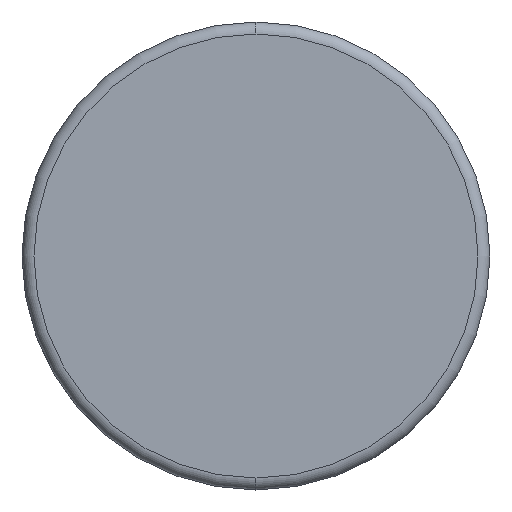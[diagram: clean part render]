
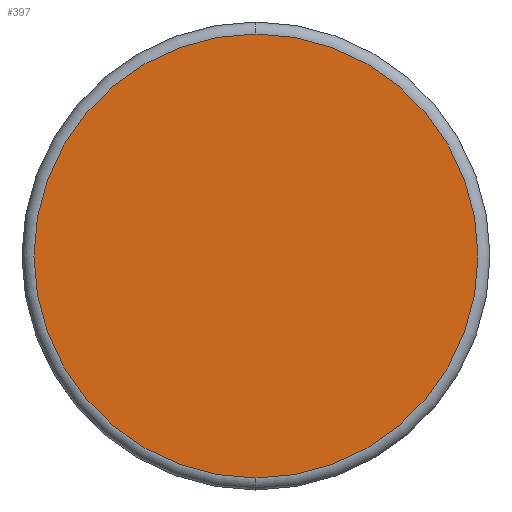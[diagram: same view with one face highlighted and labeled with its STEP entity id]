
A CAD part, front view. The second image highlights one B-rep face of the part: STEP entity #397.
In plain terms, the highlighted planar face has unit normal (0, -1, 0).
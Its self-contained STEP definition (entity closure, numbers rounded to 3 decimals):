
#397=ADVANCED_FACE('',(#1029),#1030,.T.);
#1029=FACE_OUTER_BOUND('',#5301,.T.);
#1030=PLANE('',#5302);
#5301=EDGE_LOOP('',(#7432,#7433));
#5302=AXIS2_PLACEMENT_3D('',#7434,#7435,#7436);
#7432=ORIENTED_EDGE('',*,*,#9036,.F.);
#7433=ORIENTED_EDGE('',*,*,#9033,.F.);
#7434=CARTESIAN_POINT('',(15.742,-13.834,0.));
#7435=DIRECTION('',(0.0,-1.0,0.0));
#7436=DIRECTION('',(-0.0,0.0,1.0));
#9033=EDGE_CURVE('',#9937,#9939,#9940,.T.);
#9036=EDGE_CURVE('',#9939,#9937,#9944,.T.);
#9937=VERTEX_POINT('',#15186);
#9939=VERTEX_POINT('',#15188);
#9940=CIRCLE('',#15189,18.5);
#9944=CIRCLE('',#15193,18.5);
#15186=CARTESIAN_POINT('',(-2.758,-13.834,-18.5));
#15188=CARTESIAN_POINT('',(-2.758,-13.834,18.5));
#15189=AXIS2_PLACEMENT_3D('',#15831,#15832,#15833);
#15193=AXIS2_PLACEMENT_3D('',#15840,#15841,#15842);
#15831=CARTESIAN_POINT('',(-2.758,-13.834,0.));
#15832=DIRECTION('',(0.0,1.0,0.0));
#15833=DIRECTION('',(-1.0,0.0,0.0));
#15840=CARTESIAN_POINT('',(-2.758,-13.834,0.));
#15841=DIRECTION('',(0.0,1.0,0.0));
#15842=DIRECTION('',(-1.0,0.0,0.0));
